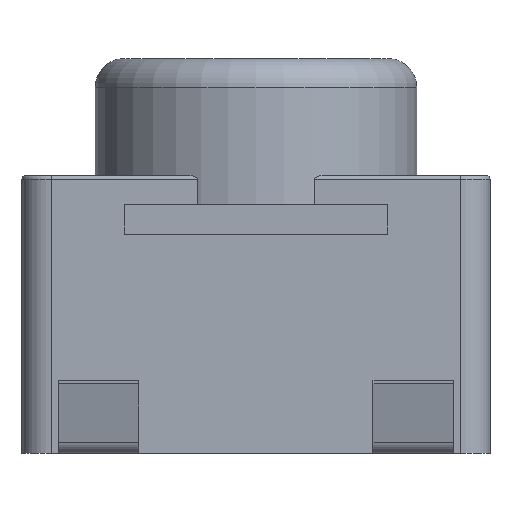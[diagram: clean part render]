
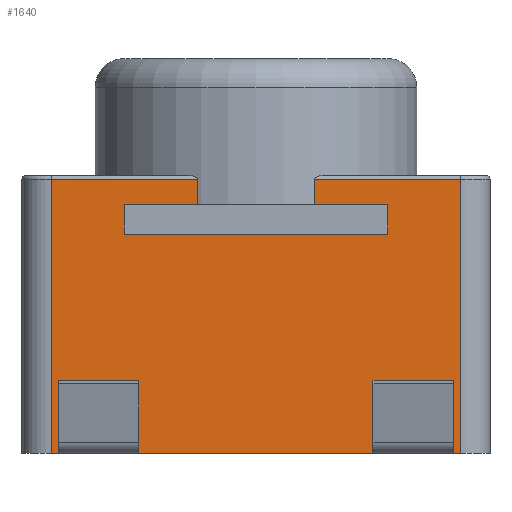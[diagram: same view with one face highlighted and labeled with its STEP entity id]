
A CAD part, left-side view. The second image highlights one B-rep face of the part: STEP entity #1640.
In plain terms, the highlighted planar face has unit normal (-1, 0, 0).
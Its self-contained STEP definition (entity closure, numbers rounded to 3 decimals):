
#57=FACE_BOUND('',#235,.T.);
#58=FACE_BOUND('',#236,.T.);
#63=PLANE('',#1757);
#138=FACE_OUTER_BOUND('',#234,.T.);
#234=EDGE_LOOP('',(#1157,#1158,#1159,#1160,#1161,#1162,#1163,#1164,#1165,
#1166,#1167,#1168));
#235=EDGE_LOOP('',(#1169,#1170,#1171,#1172));
#236=EDGE_LOOP('',(#1173,#1174,#1175,#1176));
#381=LINE('',#2375,#567);
#387=LINE('',#2398,#573);
#389=LINE('',#2404,#575);
#390=LINE('',#2406,#576);
#391=LINE('',#2408,#577);
#392=LINE('',#2410,#578);
#393=LINE('',#2412,#579);
#394=LINE('',#2414,#580);
#395=LINE('',#2416,#581);
#396=LINE('',#2418,#582);
#397=LINE('',#2420,#583);
#398=LINE('',#2421,#584);
#399=LINE('',#2424,#585);
#400=LINE('',#2426,#586);
#401=LINE('',#2428,#587);
#402=LINE('',#2429,#588);
#403=LINE('',#2432,#589);
#404=LINE('',#2434,#590);
#405=LINE('',#2436,#591);
#406=LINE('',#2437,#592);
#567=VECTOR('',#1895,10.);
#573=VECTOR('',#1921,10.);
#575=VECTOR('',#1927,10.);
#576=VECTOR('',#1928,10.);
#577=VECTOR('',#1929,10.);
#578=VECTOR('',#1930,10.);
#579=VECTOR('',#1931,10.);
#580=VECTOR('',#1932,10.);
#581=VECTOR('',#1933,10.);
#582=VECTOR('',#1934,10.);
#583=VECTOR('',#1935,10.);
#584=VECTOR('',#1936,10.);
#585=VECTOR('',#1937,10.);
#586=VECTOR('',#1938,10.);
#587=VECTOR('',#1939,10.);
#588=VECTOR('',#1940,10.);
#589=VECTOR('',#1941,10.);
#590=VECTOR('',#1942,10.);
#591=VECTOR('',#1943,10.);
#592=VECTOR('',#1944,10.);
#753=VERTEX_POINT('',#2373);
#754=VERTEX_POINT('',#2374);
#761=VERTEX_POINT('',#2397);
#763=VERTEX_POINT('',#2403);
#764=VERTEX_POINT('',#2405);
#765=VERTEX_POINT('',#2407);
#766=VERTEX_POINT('',#2409);
#767=VERTEX_POINT('',#2411);
#768=VERTEX_POINT('',#2413);
#769=VERTEX_POINT('',#2415);
#770=VERTEX_POINT('',#2417);
#771=VERTEX_POINT('',#2419);
#772=VERTEX_POINT('',#2422);
#773=VERTEX_POINT('',#2423);
#774=VERTEX_POINT('',#2425);
#775=VERTEX_POINT('',#2427);
#776=VERTEX_POINT('',#2430);
#777=VERTEX_POINT('',#2431);
#778=VERTEX_POINT('',#2433);
#779=VERTEX_POINT('',#2435);
#901=EDGE_CURVE('',#753,#754,#381,.T.);
#913=EDGE_CURVE('',#761,#754,#387,.T.);
#916=EDGE_CURVE('',#753,#763,#389,.T.);
#917=EDGE_CURVE('',#763,#764,#390,.T.);
#918=EDGE_CURVE('',#764,#765,#391,.T.);
#919=EDGE_CURVE('',#765,#766,#392,.T.);
#920=EDGE_CURVE('',#766,#767,#393,.T.);
#921=EDGE_CURVE('',#767,#768,#394,.T.);
#922=EDGE_CURVE('',#768,#769,#395,.T.);
#923=EDGE_CURVE('',#770,#769,#396,.T.);
#924=EDGE_CURVE('',#771,#770,#397,.T.);
#925=EDGE_CURVE('',#771,#761,#398,.T.);
#926=EDGE_CURVE('',#772,#773,#399,.T.);
#927=EDGE_CURVE('',#773,#774,#400,.T.);
#928=EDGE_CURVE('',#774,#775,#401,.T.);
#929=EDGE_CURVE('',#775,#772,#402,.T.);
#930=EDGE_CURVE('',#776,#777,#403,.T.);
#931=EDGE_CURVE('',#777,#778,#404,.T.);
#932=EDGE_CURVE('',#778,#779,#405,.T.);
#933=EDGE_CURVE('',#779,#776,#406,.T.);
#1157=ORIENTED_EDGE('',*,*,#901,.F.);
#1158=ORIENTED_EDGE('',*,*,#916,.T.);
#1159=ORIENTED_EDGE('',*,*,#917,.T.);
#1160=ORIENTED_EDGE('',*,*,#918,.T.);
#1161=ORIENTED_EDGE('',*,*,#919,.T.);
#1162=ORIENTED_EDGE('',*,*,#920,.T.);
#1163=ORIENTED_EDGE('',*,*,#921,.T.);
#1164=ORIENTED_EDGE('',*,*,#922,.T.);
#1165=ORIENTED_EDGE('',*,*,#923,.F.);
#1166=ORIENTED_EDGE('',*,*,#924,.F.);
#1167=ORIENTED_EDGE('',*,*,#925,.T.);
#1168=ORIENTED_EDGE('',*,*,#913,.T.);
#1169=ORIENTED_EDGE('',*,*,#926,.T.);
#1170=ORIENTED_EDGE('',*,*,#927,.T.);
#1171=ORIENTED_EDGE('',*,*,#928,.T.);
#1172=ORIENTED_EDGE('',*,*,#929,.T.);
#1173=ORIENTED_EDGE('',*,*,#930,.T.);
#1174=ORIENTED_EDGE('',*,*,#931,.T.);
#1175=ORIENTED_EDGE('',*,*,#932,.T.);
#1176=ORIENTED_EDGE('',*,*,#933,.T.);
#1640=ADVANCED_FACE('',(#138,#57,#58),#63,.T.);
#1757=AXIS2_PLACEMENT_3D('',#2402,#1925,#1926);
#1895=DIRECTION('',(0.,-1.,0.));
#1921=DIRECTION('',(0.,0.,1.));
#1925=DIRECTION('center_axis',(-1.,0.,0.));
#1926=DIRECTION('ref_axis',(0.,-1.,0.));
#1927=DIRECTION('',(0.,0.,-1.));
#1928=DIRECTION('',(0.,-1.,0.));
#1929=DIRECTION('',(0.,0.,-1.));
#1930=DIRECTION('',(0.,1.,0.));
#1931=DIRECTION('',(0.,0.,1.));
#1932=DIRECTION('',(0.,-1.,0.));
#1933=DIRECTION('',(0.,0.,1.));
#1934=DIRECTION('',(0.,-1.,0.));
#1935=DIRECTION('',(0.,0.,1.));
#1936=DIRECTION('',(0.,-1.,0.));
#1937=DIRECTION('',(0.,0.,-1.));
#1938=DIRECTION('',(0.,1.,0.));
#1939=DIRECTION('',(0.,0.,1.));
#1940=DIRECTION('',(0.,-1.,0.));
#1941=DIRECTION('',(0.,0.,1.));
#1942=DIRECTION('',(0.,-1.,0.));
#1943=DIRECTION('',(0.,0.,-1.));
#1944=DIRECTION('',(0.,1.,0.));
#2373=CARTESIAN_POINT('',(-2.1,-0.4,1.875));
#2374=CARTESIAN_POINT('',(-2.1,-1.4,1.875));
#2375=CARTESIAN_POINT('',(-2.1,0.7,1.875));
#2397=CARTESIAN_POINT('',(-2.1,-1.4,0.));
#2398=CARTESIAN_POINT('',(-2.1,-1.4,0.));
#2402=CARTESIAN_POINT('Origin',(-2.1,1.4,0.));
#2403=CARTESIAN_POINT('',(-2.1,-0.4,1.7));
#2404=CARTESIAN_POINT('',(-2.1,-0.4,0.95));
#2405=CARTESIAN_POINT('',(-2.1,-0.9,1.7));
#2406=CARTESIAN_POINT('',(-2.1,1.15,1.7));
#2407=CARTESIAN_POINT('',(-2.1,-0.9,1.5));
#2408=CARTESIAN_POINT('',(-2.1,-0.9,0.85));
#2409=CARTESIAN_POINT('',(-2.1,0.9,1.5));
#2410=CARTESIAN_POINT('',(-2.1,0.25,1.5));
#2411=CARTESIAN_POINT('',(-2.1,0.9,1.7));
#2412=CARTESIAN_POINT('',(-2.1,0.9,0.75));
#2413=CARTESIAN_POINT('',(-2.1,0.4,1.7));
#2414=CARTESIAN_POINT('',(-2.1,1.15,1.7));
#2415=CARTESIAN_POINT('',(-2.1,0.4,1.875));
#2416=CARTESIAN_POINT('',(-2.1,0.4,0.95));
#2417=CARTESIAN_POINT('',(-2.1,1.4,1.875));
#2418=CARTESIAN_POINT('',(-2.1,0.7,1.875));
#2419=CARTESIAN_POINT('',(-2.1,1.4,0.));
#2420=CARTESIAN_POINT('',(-2.1,1.4,0.));
#2421=CARTESIAN_POINT('',(-2.1,1.4,0.));
#2422=CARTESIAN_POINT('',(-2.1,0.8,0.15));
#2423=CARTESIAN_POINT('',(-2.1,0.8,0.001));
#2424=CARTESIAN_POINT('',(-2.1,0.8,0.126));
#2425=CARTESIAN_POINT('',(-2.1,1.35,0.001));
#2426=CARTESIAN_POINT('',(-2.1,1.075,0.001));
#2427=CARTESIAN_POINT('',(-2.1,1.35,0.15));
#2428=CARTESIAN_POINT('',(-2.1,1.35,0.126));
#2429=CARTESIAN_POINT('',(-2.1,1.238,0.15));
#2430=CARTESIAN_POINT('',(-2.1,-0.8,0.001));
#2431=CARTESIAN_POINT('',(-2.1,-0.8,0.15));
#2432=CARTESIAN_POINT('',(-2.1,-0.8,0.126));
#2433=CARTESIAN_POINT('',(-2.1,-1.35,0.15));
#2434=CARTESIAN_POINT('',(-2.1,0.163,0.15));
#2435=CARTESIAN_POINT('',(-2.1,-1.35,0.001));
#2436=CARTESIAN_POINT('',(-2.1,-1.35,0.126));
#2437=CARTESIAN_POINT('',(-2.1,-1.075,0.001));
